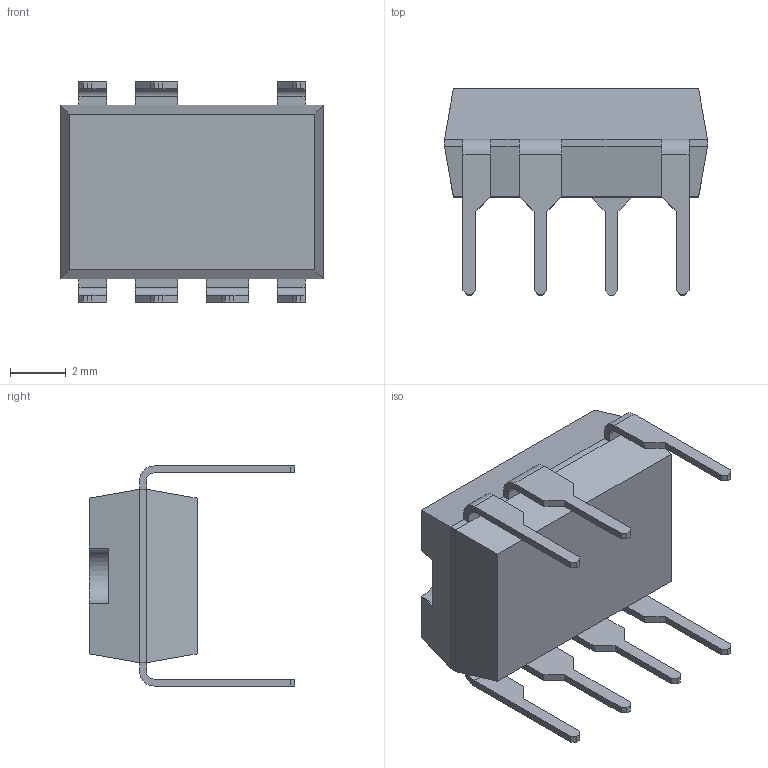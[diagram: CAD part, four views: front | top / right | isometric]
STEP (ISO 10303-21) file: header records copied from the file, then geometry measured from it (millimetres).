
FILE_DESCRIPTION (( 'STEP AP214' ), '1' );
FILE_NAME ('B65D76A6-3855-4F1F-ADFB-97B6ECDF2BAE.STEP', '2023-08-25T07:20:29', ( '' ), ( '' ), 'SwSTEP 2.0', 'SolidWorks 2022', '' );
FILE_SCHEMA (( 'AUTOMOTIVE_DESIGN' ));
Length unit declared in the file: millimetre
Products named in the file (1): B65D76A6-3855-4F1F-ADFB-97B6ECDF2BAE
Bounding box: 9.4 x 7.36 x 7.87 mm (x, y, z)
Volume: 214.6 mm3; surface area: 303.1 mm2
Topology: 1 solids, 1 shells, 125 faces, 328 edges, 206 vertices
Faces by surface type: plane 108, cylinder 17
Entity records: 4402 total; most frequent: CARTESIAN_POINT 660, ORIENTED_EDGE 656, DIRECTION 614, EDGE_CURVE 328, LINE 294, VECTOR 294, VERTEX_POINT 206, AXIS2_PLACEMENT_3D 160
